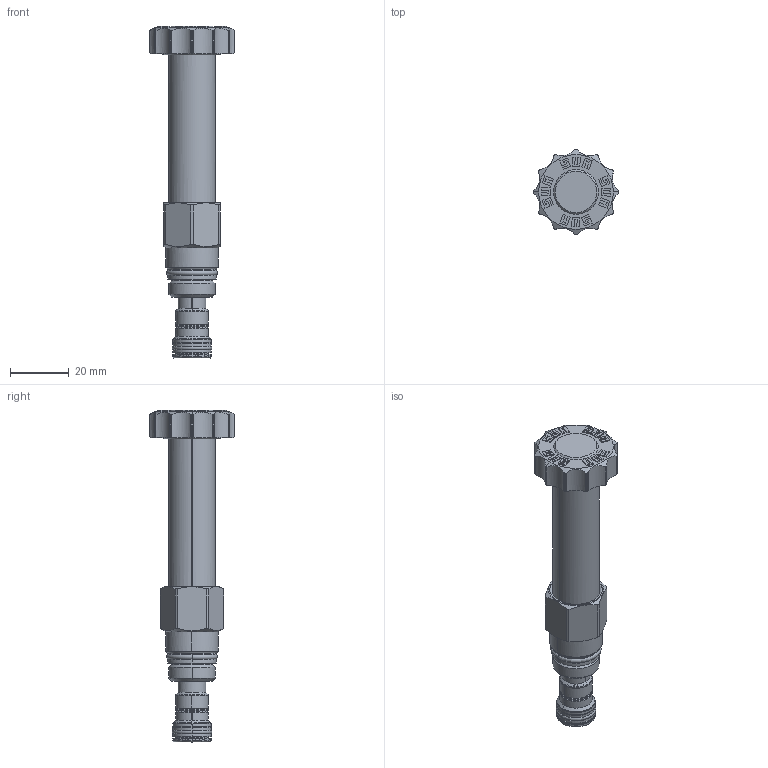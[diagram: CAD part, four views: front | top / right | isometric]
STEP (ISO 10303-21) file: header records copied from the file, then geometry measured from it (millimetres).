
FILE_DESCRIPTION((''),'2;1');
FILE_NAME('DTBFXCN_SW_PRT','2020-04-24T',('charlief'),(''),'PRO/ENGINEER BY PARAMETRIC TECHNOLOGY CORPORATION, 2016010','PRO/ENGINEER BY PARAMETRIC TECHNOLOGY CORPORATION, 2016010','');
FILE_SCHEMA(('CONFIG_CONTROL_DESIGN'));
Products named in the file (1): DTBFXCN_SW_PRT
Bounding box: 29.21 x 29.21 x 112.83 mm (x, y, z)
Surface area: 11456.8 mm2 (no closed solid volume)
Topology: 0 solids, 0 shells, 382 faces, 1920 edges, 1888 vertices
Faces by surface type: bspline 332, torus 50
Entity records: 50069 total; most frequent: CARTESIAN_POINT 32978, DIRECTION 2762, TRIMMED_CURVE 2350, VECTOR 2038, LINE 2038, DEFINITIONAL_REPRESENTATION 1856, PCURVE 1856, COMPOSITE_CURVE_SEGMENT 1856
